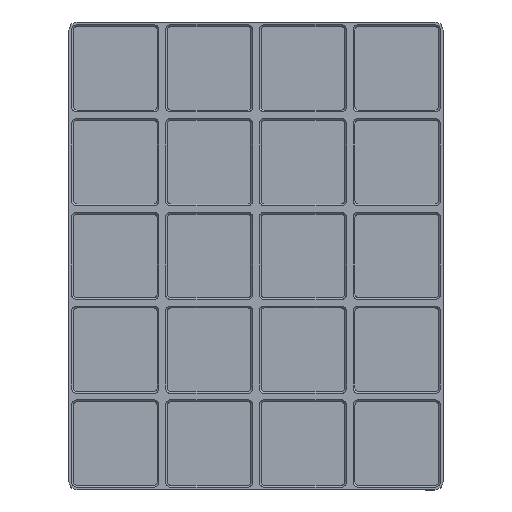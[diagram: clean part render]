
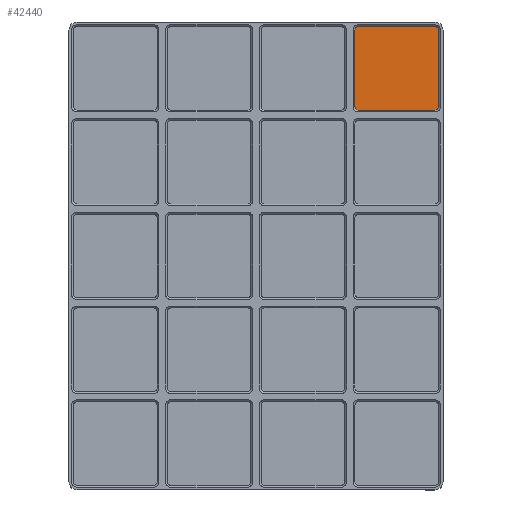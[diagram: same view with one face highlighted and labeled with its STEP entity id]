
A CAD part, top view. The second image highlights one B-rep face of the part: STEP entity #42440.
In plain terms, the highlighted planar face has unit normal (0, 0, 1).
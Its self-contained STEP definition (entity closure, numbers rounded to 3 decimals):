
#30070=CARTESIAN_POINT('',(291.75,289.,7.));
#30080=DIRECTION('',(0.,-1.,0.));
#30090=VECTOR('',#30080,1.);
#30100=LINE('',#30070,#30090);
#30110=CARTESIAN_POINT('',(291.75,290.15,7.));
#30120=VERTEX_POINT('',#30110);
#30130=CARTESIAN_POINT('',(291.75,255.85,7.));
#30140=VERTEX_POINT('',#30130);
#30150=EDGE_CURVE('',#30120,#30140,#30100,.T.);
#40490=CARTESIAN_POINT('',(289.,254.25,7.));
#40500=DIRECTION('',(-1.,0.,0.));
#40510=VECTOR('',#40500,1.);
#40520=LINE('',#40490,#40510);
#40530=CARTESIAN_POINT('',(290.15,254.25,7.));
#40540=VERTEX_POINT('',#40530);
#40550=CARTESIAN_POINT('',(255.85,254.25,7.));
#40560=VERTEX_POINT('',#40550);
#40570=EDGE_CURVE('',#40540,#40560,#40520,.T.);
#41870=CARTESIAN_POINT('',(273.,273.,7.));
#41880=DIRECTION('',(0.,0.,1.));
#41890=DIRECTION('',(1.,0.,0.));
#41900=AXIS2_PLACEMENT_3D('',#41870,#41880,#41890);
#41910=PLANE('',#41900);
#41920=CARTESIAN_POINT('',(255.85,290.15,7.));
#41930=DIRECTION('',(0.,0.,-1.));
#41940=DIRECTION('',(-1.,0.,0.));
#41950=AXIS2_PLACEMENT_3D('',#41920,#41930,#41940);
#41960=CIRCLE('',#41950,1.6);
#41970=CARTESIAN_POINT('',(254.25,290.15,7.));
#41980=VERTEX_POINT('',#41970);
#41990=CARTESIAN_POINT('',(255.85,291.75,7.));
#42000=VERTEX_POINT('',#41990);
#42010=EDGE_CURVE('',#41980,#42000,#41960,.T.);
#42020=ORIENTED_EDGE('',*,*,#42010,.F.);
#42030=CARTESIAN_POINT('',(257.,291.75,7.));
#42040=DIRECTION('',(1.,0.,0.));
#42050=VECTOR('',#42040,1.);
#42060=LINE('',#42030,#42050);
#42070=CARTESIAN_POINT('',(290.15,291.75,7.));
#42080=VERTEX_POINT('',#42070);
#42090=EDGE_CURVE('',#42000,#42080,#42060,.T.);
#42100=ORIENTED_EDGE('',*,*,#42090,.F.);
#42110=CARTESIAN_POINT('',(290.15,290.15,7.));
#42120=DIRECTION('',(0.,0.,-1.));
#42130=DIRECTION('',(-1.,0.,0.));
#42140=AXIS2_PLACEMENT_3D('',#42110,#42120,#42130);
#42150=CIRCLE('',#42140,1.6);
#42160=EDGE_CURVE('',#42080,#30120,#42150,.T.);
#42170=ORIENTED_EDGE('',*,*,#42160,.F.);
#42180=ORIENTED_EDGE('',*,*,#30150,.F.);
#42190=CARTESIAN_POINT('',(290.15,255.85,7.));
#42200=DIRECTION('',(0.,0.,-1.));
#42210=DIRECTION('',(-1.,0.,0.));
#42220=AXIS2_PLACEMENT_3D('',#42190,#42200,#42210);
#42230=CIRCLE('',#42220,1.6);
#42240=EDGE_CURVE('',#30140,#40540,#42230,.T.);
#42250=ORIENTED_EDGE('',*,*,#42240,.F.);
#42260=ORIENTED_EDGE('',*,*,#40570,.F.);
#42270=CARTESIAN_POINT('',(255.85,255.85,7.));
#42280=DIRECTION('',(0.,0.,-1.));
#42290=DIRECTION('',(-1.,0.,0.));
#42300=AXIS2_PLACEMENT_3D('',#42270,#42280,#42290);
#42310=CIRCLE('',#42300,1.6);
#42320=CARTESIAN_POINT('',(254.25,255.85,7.));
#42330=VERTEX_POINT('',#42320);
#42340=EDGE_CURVE('',#40560,#42330,#42310,.T.);
#42350=ORIENTED_EDGE('',*,*,#42340,.F.);
#42360=CARTESIAN_POINT('',(254.25,257.,7.));
#42370=DIRECTION('',(0.,1.,0.));
#42380=VECTOR('',#42370,1.);
#42390=LINE('',#42360,#42380);
#42400=EDGE_CURVE('',#42330,#41980,#42390,.T.);
#42410=ORIENTED_EDGE('',*,*,#42400,.F.);
#42420=EDGE_LOOP('',(#42410,#42350,#42260,#42250,#42180,#42170,#42100,
#42020));
#42430=FACE_OUTER_BOUND('',#42420,.T.);
#42440=ADVANCED_FACE('',(#42430),#41910,.T.);
